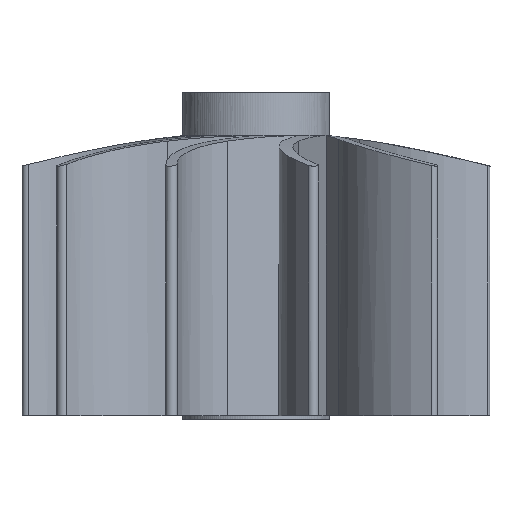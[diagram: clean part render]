
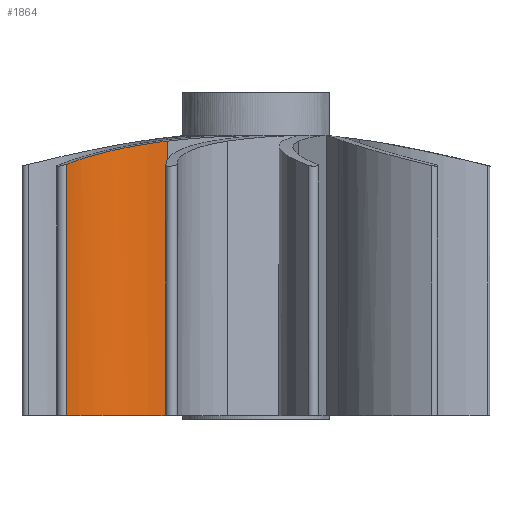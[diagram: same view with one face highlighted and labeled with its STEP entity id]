
A CAD part, left-side view. The second image highlights one B-rep face of the part: STEP entity #1864.
In plain terms, the highlighted cylindrical face has radius 4.818 mm (diameter 9.636 mm), a partial arc.
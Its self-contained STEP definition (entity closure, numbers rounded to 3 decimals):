
#18=B_SPLINE_CURVE_WITH_KNOTS('',3,(#3115,#3116,#3117,#3118,#3119,#3120,
#3121,#3122),.UNSPECIFIED.,.F.,.F.,(4,2,2,4),(0.,0.167,0.315,
0.475),.UNSPECIFIED.);
#114=CYLINDRICAL_SURFACE('',#2075,4.818);
#294=FACE_OUTER_BOUND('',#444,.T.);
#444=EDGE_LOOP('',(#1436,#1437,#1438,#1439));
#542=LINE('',#3144,#643);
#544=LINE('',#3151,#645);
#643=VECTOR('',#2450,10.);
#645=VECTOR('',#2458,10.);
#770=CIRCLE('',#2076,4.818);
#875=VERTEX_POINT('',#3087);
#876=VERTEX_POINT('',#3114);
#880=VERTEX_POINT('',#3142);
#882=VERTEX_POINT('',#3150);
#1074=EDGE_CURVE('',#876,#875,#18,.T.);
#1081=EDGE_CURVE('',#880,#875,#542,.T.);
#1084=EDGE_CURVE('',#882,#876,#544,.T.);
#1086=EDGE_CURVE('',#882,#880,#770,.T.);
#1436=ORIENTED_EDGE('',*,*,#1074,.T.);
#1437=ORIENTED_EDGE('',*,*,#1081,.F.);
#1438=ORIENTED_EDGE('',*,*,#1086,.F.);
#1439=ORIENTED_EDGE('',*,*,#1084,.T.);
#1864=ADVANCED_FACE('',(#294),#114,.F.);
#2075=AXIS2_PLACEMENT_3D('',#3153,#2460,#2461);
#2076=AXIS2_PLACEMENT_3D('',#3154,#2462,#2463);
#2450=DIRECTION('',(0.,0.,1.));
#2458=DIRECTION('',(0.,0.,1.));
#2460=DIRECTION('center_axis',(0.,0.,1.));
#2461=DIRECTION('ref_axis',(1.,0.,0.));
#2462=DIRECTION('center_axis',(0.,0.,1.));
#2463=DIRECTION('ref_axis',(1.,0.,0.));
#3087=CARTESIAN_POINT('',(-4.975,7.452,11.769));
#3114=CARTESIAN_POINT('',(-2.9,3.491,12.686));
#3115=CARTESIAN_POINT('Ctrl Pts',(-2.9,3.491,12.686));
#3116=CARTESIAN_POINT('Ctrl Pts',(-2.9,4.045,12.621));
#3117=CARTESIAN_POINT('Ctrl Pts',(-2.995,4.591,12.534));
#3118=CARTESIAN_POINT('Ctrl Pts',(-3.341,5.563,12.34));
#3119=CARTESIAN_POINT('Ctrl Pts',(-3.571,5.991,12.237));
#3120=CARTESIAN_POINT('Ctrl Pts',(-4.171,6.793,12.012));
#3121=CARTESIAN_POINT('Ctrl Pts',(-4.548,7.156,11.89));
#3122=CARTESIAN_POINT('Ctrl Pts',(-4.975,7.452,11.769));
#3142=CARTESIAN_POINT('',(-4.975,7.452,1.9));
#3144=CARTESIAN_POINT('',(-4.975,7.452,1.9));
#3150=CARTESIAN_POINT('',(-2.9,3.491,1.9));
#3151=CARTESIAN_POINT('',(-2.9,3.491,1.9));
#3153=CARTESIAN_POINT('Origin',(-7.718,3.491,1.9));
#3154=CARTESIAN_POINT('Origin',(-7.718,3.491,1.9));
